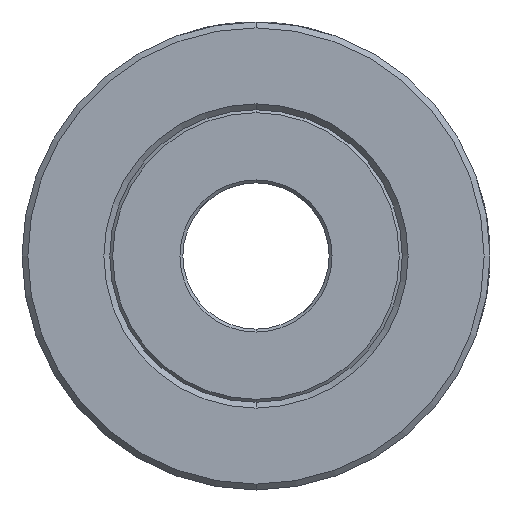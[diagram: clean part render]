
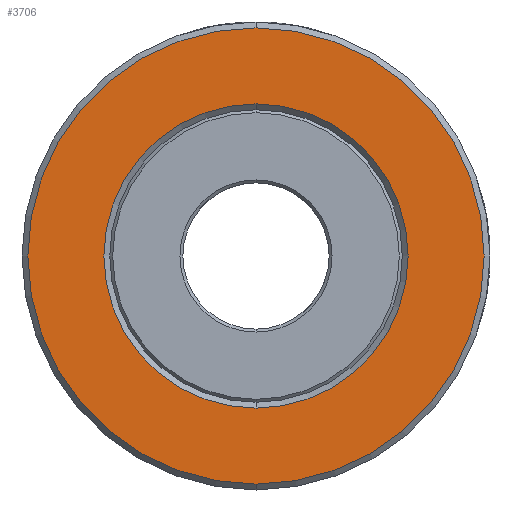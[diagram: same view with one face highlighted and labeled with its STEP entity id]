
A CAD part, front view. The second image highlights one B-rep face of the part: STEP entity #3706.
In plain terms, the highlighted planar face has unit normal (0, -1, 0).
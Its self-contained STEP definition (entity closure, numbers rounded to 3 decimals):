
#40 = VERTEX_POINT ( 'NONE', #8373 ) ;
#328 = ORIENTED_EDGE ( 'NONE', *, *, #2725, .T. ) ;
#688 = CARTESIAN_POINT ( 'NONE',  ( 0., -3.5, 7.8 ) ) ;
#761 = DIRECTION ( 'NONE',  ( 0., 1., 0. ) ) ;
#766 = VERTEX_POINT ( 'NONE', #876 ) ;
#841 = DIRECTION ( 'NONE',  ( 0., 0., 1. ) ) ;
#876 = CARTESIAN_POINT ( 'NONE',  ( 0., -3.5, -5.2 ) ) ;
#896 = DIRECTION ( 'NONE',  ( 0., -1., 0. ) ) ;
#945 = CIRCLE ( 'NONE', #5239, 7.8 ) ;
#988 = ORIENTED_EDGE ( 'NONE', *, *, #1303, .T. ) ;
#1040 = CIRCLE ( 'NONE', #3425, 5.2 ) ;
#1264 = ORIENTED_EDGE ( 'NONE', *, *, #3805, .T. ) ;
#1303 = EDGE_CURVE ( 'NONE', #766, #2778, #1040, .T. ) ;
#1866 = VERTEX_POINT ( 'NONE', #688 ) ;
#2127 = FACE_OUTER_BOUND ( 'NONE', #4041, .T. ) ;
#2464 = DIRECTION ( 'NONE',  ( 0., 1., 0. ) ) ;
#2504 = DIRECTION ( 'NONE',  ( 0., 0., 1. ) ) ;
#2725 = EDGE_CURVE ( 'NONE', #2778, #766, #5899, .T. ) ;
#2757 = CIRCLE ( 'NONE', #4604, 7.8 ) ;
#2778 = VERTEX_POINT ( 'NONE', #7110 ) ;
#3187 = FACE_BOUND ( 'NONE', #3799, .T. ) ;
#3373 = AXIS2_PLACEMENT_3D ( 'NONE', #6497, #2464, #2504 ) ;
#3378 = DIRECTION ( 'NONE',  ( 0., 0., 1. ) ) ;
#3425 = AXIS2_PLACEMENT_3D ( 'NONE', #3459, #7384, #8116 ) ;
#3459 = CARTESIAN_POINT ( 'NONE',  ( 0., -3.5, 0. ) ) ;
#3706 = ADVANCED_FACE ( 'NONE', ( #3187, #2127 ), #5967, .F. ) ;
#3799 = EDGE_LOOP ( 'NONE', ( #988, #328 ) ) ;
#3805 = EDGE_CURVE ( 'NONE', #40, #1866, #2757, .T. ) ;
#4041 = EDGE_LOOP ( 'NONE', ( #5083, #1264 ) ) ;
#4472 = DIRECTION ( 'NONE',  ( 0., 0., 1. ) ) ;
#4604 = AXIS2_PLACEMENT_3D ( 'NONE', #6794, #896, #841 ) ;
#5083 = ORIENTED_EDGE ( 'NONE', *, *, #7874, .T. ) ;
#5118 = CARTESIAN_POINT ( 'NONE',  ( 0., -3.5, 0. ) ) ;
#5239 = AXIS2_PLACEMENT_3D ( 'NONE', #5118, #5790, #4472 ) ;
#5790 = DIRECTION ( 'NONE',  ( 0., -1., 0. ) ) ;
#5899 = CIRCLE ( 'NONE', #3373, 5.2 ) ;
#5967 = PLANE ( 'NONE',  #7560 ) ;
#6497 = CARTESIAN_POINT ( 'NONE',  ( 0., -3.5, 0. ) ) ;
#6794 = CARTESIAN_POINT ( 'NONE',  ( 0., -3.5, 0. ) ) ;
#7110 = CARTESIAN_POINT ( 'NONE',  ( 0., -3.5, 5.2 ) ) ;
#7384 = DIRECTION ( 'NONE',  ( 0., 1., 0. ) ) ;
#7428 = CARTESIAN_POINT ( 'NONE',  ( 0., -3.5, 0. ) ) ;
#7560 = AXIS2_PLACEMENT_3D ( 'NONE', #7428, #761, #3378 ) ;
#7874 = EDGE_CURVE ( 'NONE', #1866, #40, #945, .T. ) ;
#8116 = DIRECTION ( 'NONE',  ( 0., 0., 1. ) ) ;
#8373 = CARTESIAN_POINT ( 'NONE',  ( 0., -3.5, -7.8 ) ) ;
